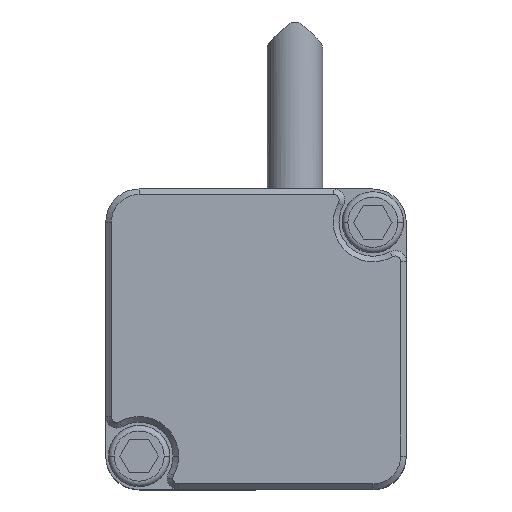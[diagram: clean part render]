
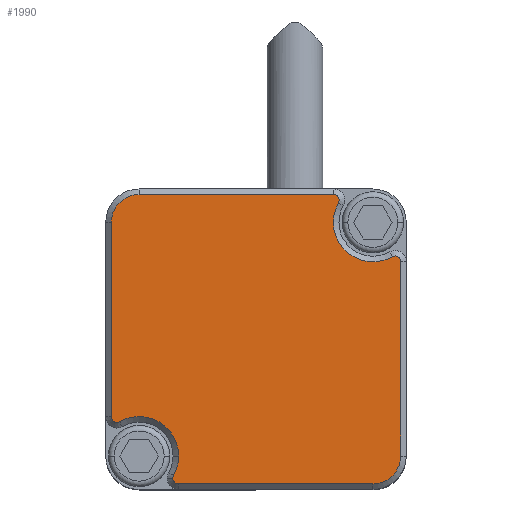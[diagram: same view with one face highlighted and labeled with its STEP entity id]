
A CAD part, top view. The second image highlights one B-rep face of the part: STEP entity #1990.
In plain terms, the highlighted planar face has unit normal (0, 0, 1).
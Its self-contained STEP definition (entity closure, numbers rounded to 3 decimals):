
#27 = ORIENTED_EDGE ( 'NONE', *, *, #3024, .T. ) ;
#186 = VERTEX_POINT ( 'NONE', #2936 ) ;
#200 = CARTESIAN_POINT ( 'NONE',  ( -7.413, -12.253, 28.7 ) ) ;
#240 = DIRECTION ( 'NONE',  ( 0., 0., 1. ) ) ;
#293 = AXIS2_PLACEMENT_3D ( 'NONE', #2475, #1223, #554 ) ;
#302 = ORIENTED_EDGE ( 'NONE', *, *, #2917, .T. ) ;
#327 = EDGE_CURVE ( 'NONE', #349, #2807, #734, .T. ) ;
#349 = VERTEX_POINT ( 'NONE', #2108 ) ;
#381 = ORIENTED_EDGE ( 'NONE', *, *, #3258, .T. ) ;
#383 = DIRECTION ( 'NONE',  ( 0., -1., 0. ) ) ;
#429 = DIRECTION ( 'NONE',  ( 0., 1., 0. ) ) ;
#462 = CARTESIAN_POINT ( 'NONE',  ( -6.978, -12.5, 28.7 ) ) ;
#465 = DIRECTION ( 'NONE',  ( 1., 0., 0. ) ) ;
#494 = LINE ( 'NONE', #1589, #1724 ) ;
#525 = ORIENTED_EDGE ( 'NONE', *, *, #2249, .T. ) ;
#526 = DIRECTION ( 'NONE',  ( 0., 0., -1. ) ) ;
#535 = CARTESIAN_POINT ( 'NONE',  ( 13., -10.5, 28.7 ) ) ;
#539 = PLANE ( 'NONE',  #1118 ) ;
#551 = VERTEX_POINT ( 'NONE', #3117 ) ;
#554 = DIRECTION ( 'NONE',  ( 1., 0., 0. ) ) ;
#568 = EDGE_CURVE ( 'NONE', #2430, #551, #2257, .T. ) ;
#595 = DIRECTION ( 'NONE',  ( 0., 0., -1. ) ) ;
#615 = CARTESIAN_POINT ( 'NONE',  ( -10.5, -10.5, 28.7 ) ) ;
#668 = CARTESIAN_POINT ( 'NONE',  ( -6.978, -13., 28.7 ) ) ;
#707 = AXIS2_PLACEMENT_3D ( 'NONE', #615, #595, #829 ) ;
#726 = DIRECTION ( 'NONE',  ( 0., 0., -1. ) ) ;
#734 = CIRCLE ( 'NONE', #707, 3.55 ) ;
#798 = LINE ( 'NONE', #1643, #2354 ) ;
#827 = DIRECTION ( 'NONE',  ( 1., 0., 0. ) ) ;
#829 = DIRECTION ( 'NONE',  ( 1., 0., 0. ) ) ;
#909 = CARTESIAN_POINT ( 'NONE',  ( -13., -6.978, 28.7 ) ) ;
#967 = VERTEX_POINT ( 'NONE', #535 ) ;
#1001 = EDGE_LOOP ( 'NONE', ( #2030, #1581, #3057, #1057, #2264, #1487, #3170, #381, #3090, #27, #302, #2269, #2177, #525 ) ) ;
#1056 = AXIS2_PLACEMENT_3D ( 'NONE', #1749, #526, #2268 ) ;
#1057 = ORIENTED_EDGE ( 'NONE', *, *, #568, .T. ) ;
#1095 = AXIS2_PLACEMENT_3D ( 'NONE', #2233, #1505, #1477 ) ;
#1098 = DIRECTION ( 'NONE',  ( 0., 0., 1. ) ) ;
#1107 = EDGE_CURVE ( 'NONE', #2003, #2749, #1229, .T. ) ;
#1118 = AXIS2_PLACEMENT_3D ( 'NONE', #2022, #3054, #1753 ) ;
#1160 = DIRECTION ( 'NONE',  ( 1., 0., 0. ) ) ;
#1202 = CARTESIAN_POINT ( 'NONE',  ( -10.5, 13., 28.7 ) ) ;
#1215 = CARTESIAN_POINT ( 'NONE',  ( -6.95, -10.5, 28.7 ) ) ;
#1223 = DIRECTION ( 'NONE',  ( 0., 0., 1. ) ) ;
#1229 = CIRCLE ( 'NONE', #1914, 0.5 ) ;
#1230 = CIRCLE ( 'NONE', #293, 2.5 ) ;
#1268 = VECTOR ( 'NONE', #383, 1000. ) ;
#1300 = DIRECTION ( 'NONE',  ( -1., 0., 0. ) ) ;
#1374 = AXIS2_PLACEMENT_3D ( 'NONE', #1930, #726, #465 ) ;
#1382 = LINE ( 'NONE', #2809, #1798 ) ;
#1461 = CARTESIAN_POINT ( 'NONE',  ( -12.5, -6.978, 28.7 ) ) ;
#1466 = DIRECTION ( 'NONE',  ( 1., 0., 0. ) ) ;
#1477 = DIRECTION ( 'NONE',  ( 1., 0., 0. ) ) ;
#1487 = ORIENTED_EDGE ( 'NONE', *, *, #327, .T. ) ;
#1492 = DIRECTION ( 'NONE',  ( 1., 0., 0. ) ) ;
#1505 = DIRECTION ( 'NONE',  ( 0., 0., 1. ) ) ;
#1575 = AXIS2_PLACEMENT_3D ( 'NONE', #462, #2676, #2705 ) ;
#1581 = ORIENTED_EDGE ( 'NONE', *, *, #2989, .T. ) ;
#1589 = CARTESIAN_POINT ( 'NONE',  ( 10.5, -13., 28.7 ) ) ;
#1625 = DIRECTION ( 'NONE',  ( 1., 0., 0. ) ) ;
#1643 = CARTESIAN_POINT ( 'NONE',  ( 13., 6.978, 28.7 ) ) ;
#1681 = CARTESIAN_POINT ( 'NONE',  ( 6.978, 13., 28.7 ) ) ;
#1684 = CIRCLE ( 'NONE', #1575, 0.5 ) ;
#1704 = EDGE_CURVE ( 'NONE', #967, #186, #798, .T. ) ;
#1713 = EDGE_CURVE ( 'NONE', #2543, #1788, #1792, .T. ) ;
#1724 = VECTOR ( 'NONE', #827, 1000. ) ;
#1749 = CARTESIAN_POINT ( 'NONE',  ( 10.5, 10.5, 28.7 ) ) ;
#1753 = DIRECTION ( 'NONE',  ( 1., 0., 0. ) ) ;
#1762 = CARTESIAN_POINT ( 'NONE',  ( -7.478, -12.5, 28.7 ) ) ;
#1771 = CARTESIAN_POINT ( 'NONE',  ( 10.5, -13., 28.7 ) ) ;
#1788 = VERTEX_POINT ( 'NONE', #1681 ) ;
#1792 = CIRCLE ( 'NONE', #2526, 0.5 ) ;
#1798 = VECTOR ( 'NONE', #1300, 1000. ) ;
#1802 = CIRCLE ( 'NONE', #1056, 3.55 ) ;
#1867 = AXIS2_PLACEMENT_3D ( 'NONE', #1461, #2468, #1492 ) ;
#1890 = DIRECTION ( 'NONE',  ( 0., 0., 1. ) ) ;
#1914 = AXIS2_PLACEMENT_3D ( 'NONE', #2386, #1098, #1625 ) ;
#1930 = CARTESIAN_POINT ( 'NONE',  ( -10.5, -10.5, 28.7 ) ) ;
#1933 = CIRCLE ( 'NONE', #3238, 2.5 ) ;
#1959 = CARTESIAN_POINT ( 'NONE',  ( -13., 10.5, 28.7 ) ) ;
#1964 = VERTEX_POINT ( 'NONE', #200 ) ;
#1978 = CARTESIAN_POINT ( 'NONE',  ( -10.5, 10.5, 28.7 ) ) ;
#1990 = ADVANCED_FACE ( 'NONE', ( #2879 ), #539, .T. ) ;
#2003 = VERTEX_POINT ( 'NONE', #1762 ) ;
#2022 = CARTESIAN_POINT ( 'NONE',  ( 0., 0., 28.7 ) ) ;
#2030 = ORIENTED_EDGE ( 'NONE', *, *, #1713, .T. ) ;
#2108 = CARTESIAN_POINT ( 'NONE',  ( -12.253, -7.413, 28.7 ) ) ;
#2172 = CARTESIAN_POINT ( 'NONE',  ( 6.978, 12.5, 28.7 ) ) ;
#2177 = ORIENTED_EDGE ( 'NONE', *, *, #2808, .T. ) ;
#2233 = CARTESIAN_POINT ( 'NONE',  ( 12.5, 6.978, 28.7 ) ) ;
#2249 = EDGE_CURVE ( 'NONE', #2502, #2543, #1802, .T. ) ;
#2257 = LINE ( 'NONE', #909, #1268 ) ;
#2264 = ORIENTED_EDGE ( 'NONE', *, *, #2682, .T. ) ;
#2268 = DIRECTION ( 'NONE',  ( 1., 0., 0. ) ) ;
#2269 = ORIENTED_EDGE ( 'NONE', *, *, #1704, .T. ) ;
#2275 = VERTEX_POINT ( 'NONE', #1771 ) ;
#2354 = VECTOR ( 'NONE', #429, 1000. ) ;
#2369 = CIRCLE ( 'NONE', #1095, 0.5 ) ;
#2386 = CARTESIAN_POINT ( 'NONE',  ( -6.978, -12.5, 28.7 ) ) ;
#2430 = VERTEX_POINT ( 'NONE', #1959 ) ;
#2433 = CARTESIAN_POINT ( 'NONE',  ( 7.413, 12.253, 28.7 ) ) ;
#2451 = EDGE_CURVE ( 'NONE', #2807, #1964, #2598, .T. ) ;
#2468 = DIRECTION ( 'NONE',  ( 0., 0., 1. ) ) ;
#2475 = CARTESIAN_POINT ( 'NONE',  ( 10.5, -10.5, 28.7 ) ) ;
#2502 = VERTEX_POINT ( 'NONE', #3220 ) ;
#2526 = AXIS2_PLACEMENT_3D ( 'NONE', #2172, #1890, #1160 ) ;
#2543 = VERTEX_POINT ( 'NONE', #2433 ) ;
#2598 = CIRCLE ( 'NONE', #1374, 3.55 ) ;
#2676 = DIRECTION ( 'NONE',  ( 0., 0., 1. ) ) ;
#2682 = EDGE_CURVE ( 'NONE', #551, #349, #2959, .T. ) ;
#2705 = DIRECTION ( 'NONE',  ( 1., 0., 0. ) ) ;
#2734 = VERTEX_POINT ( 'NONE', #1202 ) ;
#2749 = VERTEX_POINT ( 'NONE', #668 ) ;
#2807 = VERTEX_POINT ( 'NONE', #1215 ) ;
#2808 = EDGE_CURVE ( 'NONE', #186, #2502, #2369, .T. ) ;
#2809 = CARTESIAN_POINT ( 'NONE',  ( -10.5, 13., 28.7 ) ) ;
#2879 = FACE_OUTER_BOUND ( 'NONE', #1001, .T. ) ;
#2895 = EDGE_CURVE ( 'NONE', #2734, #2430, #1933, .T. ) ;
#2917 = EDGE_CURVE ( 'NONE', #2275, #967, #1230, .T. ) ;
#2936 = CARTESIAN_POINT ( 'NONE',  ( 13., 6.978, 28.7 ) ) ;
#2959 = CIRCLE ( 'NONE', #1867, 0.5 ) ;
#2989 = EDGE_CURVE ( 'NONE', #1788, #2734, #1382, .T. ) ;
#3024 = EDGE_CURVE ( 'NONE', #2749, #2275, #494, .T. ) ;
#3054 = DIRECTION ( 'NONE',  ( 0., 0., 1. ) ) ;
#3057 = ORIENTED_EDGE ( 'NONE', *, *, #2895, .T. ) ;
#3090 = ORIENTED_EDGE ( 'NONE', *, *, #1107, .T. ) ;
#3117 = CARTESIAN_POINT ( 'NONE',  ( -13., -6.978, 28.7 ) ) ;
#3170 = ORIENTED_EDGE ( 'NONE', *, *, #2451, .T. ) ;
#3220 = CARTESIAN_POINT ( 'NONE',  ( 12.253, 7.413, 28.7 ) ) ;
#3238 = AXIS2_PLACEMENT_3D ( 'NONE', #1978, #240, #1466 ) ;
#3258 = EDGE_CURVE ( 'NONE', #1964, #2003, #1684, .T. ) ;
